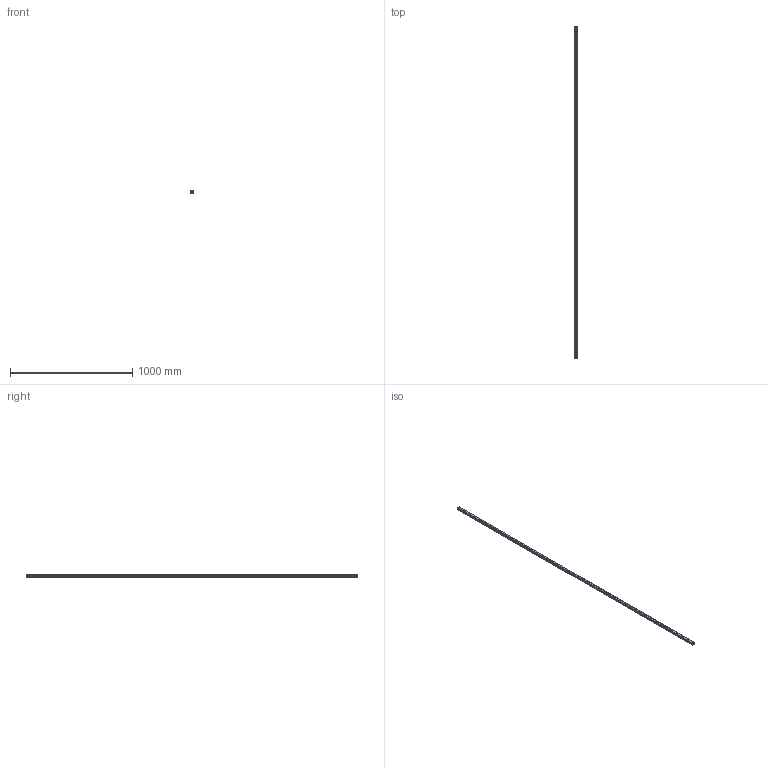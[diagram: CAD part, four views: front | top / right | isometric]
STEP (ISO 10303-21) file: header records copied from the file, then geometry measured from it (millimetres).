
FILE_DESCRIPTION(('STEP AP214'),'1');
FILE_NAME('cctmp_CE0E3A74-828A-4DA2-ACEE-FC5B7F1E0F79_2021_02_09_14_07_57_0481..stp','2021-02-09T13:07:57',('HIWIN GmbH'),('CADClick - www.CADClick.com'),'Spatial InterOp 3D',' ','unknown authorization');
FILE_SCHEMA(('AUTOMOTIVE_DESIGN'));
Length unit declared in the file: millimetre
Products named in the file (1): EGR25R2720C_FILE
Bounding box: 23 x 2720 x 18 mm (x, y, z)
Volume: 934782.3 mm3; surface area: 253199.6 mm2
Topology: 1 solids, 1 shells, 657 faces, 1677 edges, 1118 vertices
Faces by surface type: plane 361, cylinder 296
Entity records: 25671 total; most frequent: DIRECTION 3953, CARTESIAN_POINT 3453, ORIENTED_EDGE 3354, EDGE_CURVE 1677, AXIS2_PLACEMENT_3D 1618, VERTEX_POINT 1118, CIRCLE 776, EDGE_LOOP 753
